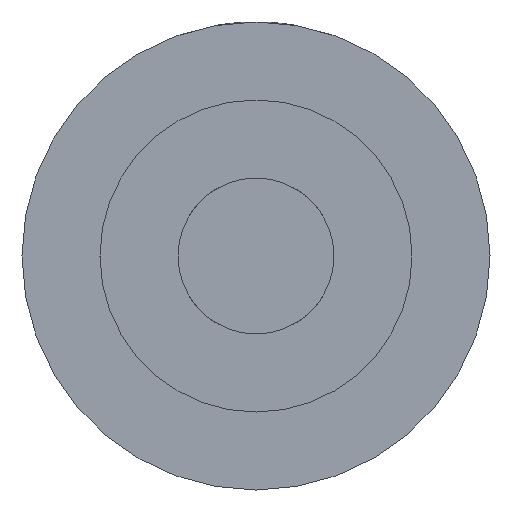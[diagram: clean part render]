
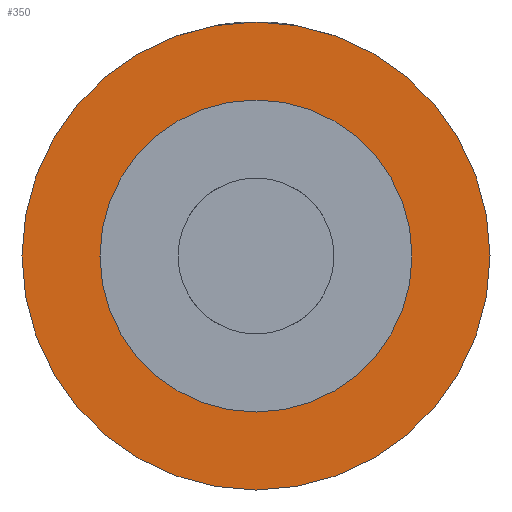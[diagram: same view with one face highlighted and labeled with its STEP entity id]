
A CAD part, left-side view. The second image highlights one B-rep face of the part: STEP entity #350.
In plain terms, the highlighted planar face has unit normal (-1, 0, 0).
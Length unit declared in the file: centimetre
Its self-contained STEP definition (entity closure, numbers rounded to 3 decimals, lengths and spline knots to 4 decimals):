
#42=CIRCLE('',#392,0.635);
#43=CIRCLE('',#394,0.9525);
#52=PLANE('',#395);
#88=FACE_BOUND('',#172,.T.);
#112=FACE_OUTER_BOUND('',#171,.T.);
#171=EDGE_LOOP('',(#310));
#172=EDGE_LOOP('',(#311));
#217=VERTEX_POINT('',#1035);
#218=VERTEX_POINT('',#1038);
#248=EDGE_CURVE('',#217,#217,#42,.T.);
#249=EDGE_CURVE('',#218,#218,#43,.T.);
#310=ORIENTED_EDGE('',*,*,#249,.T.);
#311=ORIENTED_EDGE('',*,*,#248,.T.);
#350=ADVANCED_FACE('',(#112,#88),#52,.T.);
#392=AXIS2_PLACEMENT_3D('',#1036,#476,#477);
#394=AXIS2_PLACEMENT_3D('',#1039,#480,#481);
#395=AXIS2_PLACEMENT_3D('',#1040,#482,#483);
#476=DIRECTION('center_axis',(1.,0.,0.));
#477=DIRECTION('ref_axis',(0.,0.,-1.));
#480=DIRECTION('center_axis',(-1.,0.,0.));
#481=DIRECTION('ref_axis',(0.,0.,-1.));
#482=DIRECTION('center_axis',(-1.,0.,0.));
#483=DIRECTION('ref_axis',(0.,0.,-1.));
#1035=CARTESIAN_POINT('',(1.905,0.,0.635));
#1036=CARTESIAN_POINT('Origin',(1.905,0.,0.));
#1038=CARTESIAN_POINT('',(1.905,0.,0.9525));
#1039=CARTESIAN_POINT('Origin',(1.905,0.,0.));
#1040=CARTESIAN_POINT('Origin',(1.905,0.,0.));
